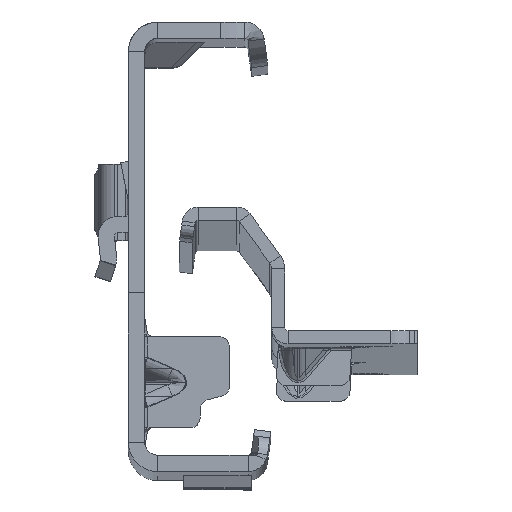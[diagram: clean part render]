
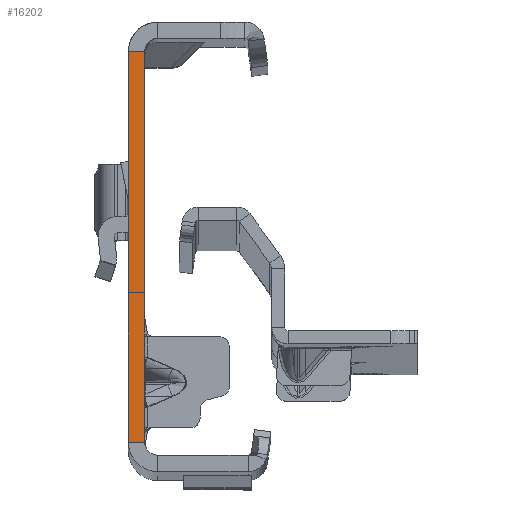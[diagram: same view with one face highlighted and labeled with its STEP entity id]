
A CAD part, top view. The second image highlights one B-rep face of the part: STEP entity #16202.
In plain terms, the highlighted planar face has unit normal (0, 0, 1).
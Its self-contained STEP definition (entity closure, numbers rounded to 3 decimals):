
#236 = EDGE_CURVE ( 'NONE', #10726, #3092, #862, .T. ) ;
#360 = ORIENTED_EDGE ( 'NONE', *, *, #13524, .T. ) ;
#482 = DIRECTION ( 'NONE',  ( 1., 0., 0. ) ) ;
#641 = DIRECTION ( 'NONE',  ( -1., 0., 0. ) ) ;
#862 = LINE ( 'NONE', #2498, #7071 ) ;
#1847 = LINE ( 'NONE', #4741, #6231 ) ;
#1982 = EDGE_CURVE ( 'NONE', #12221, #15861, #3791, .T. ) ;
#2046 = VECTOR ( 'NONE', #6599, 1000. ) ;
#2498 = CARTESIAN_POINT ( 'NONE',  ( 0., -32., 0. ) ) ;
#3092 = VERTEX_POINT ( 'NONE', #5682 ) ;
#3302 = PLANE ( 'NONE',  #5847 ) ;
#3791 = LINE ( 'NONE', #6785, #13543 ) ;
#4132 = ORIENTED_EDGE ( 'NONE', *, *, #11636, .F. ) ;
#4208 = CARTESIAN_POINT ( 'NONE',  ( -2.5, 30., 0. ) ) ;
#4741 = CARTESIAN_POINT ( 'NONE',  ( 0., 30., 0. ) ) ;
#5310 = CARTESIAN_POINT ( 'NONE',  ( 0., 30., 0. ) ) ;
#5682 = CARTESIAN_POINT ( 'NONE',  ( 0., -30., 0. ) ) ;
#5847 = AXIS2_PLACEMENT_3D ( 'NONE', #12914, #14180, #482 ) ;
#6231 = VECTOR ( 'NONE', #641, 1000. ) ;
#6599 = DIRECTION ( 'NONE',  ( -1., 0., 0. ) ) ;
#6785 = CARTESIAN_POINT ( 'NONE',  ( -2.5, -32., 0. ) ) ;
#6895 = CARTESIAN_POINT ( 'NONE',  ( -2.5, -30., 0. ) ) ;
#7071 = VECTOR ( 'NONE', #10798, 1000. ) ;
#8948 = ORIENTED_EDGE ( 'NONE', *, *, #1982, .T. ) ;
#10726 = VERTEX_POINT ( 'NONE', #5310 ) ;
#10798 = DIRECTION ( 'NONE',  ( 0., -1., 0. ) ) ;
#11636 = EDGE_CURVE ( 'NONE', #3092, #15861, #13383, .T. ) ;
#11713 = FACE_OUTER_BOUND ( 'NONE', #12955, .T. ) ;
#12221 = VERTEX_POINT ( 'NONE', #4208 ) ;
#12914 = CARTESIAN_POINT ( 'NONE',  ( -2.5, -32., 0. ) ) ;
#12955 = EDGE_LOOP ( 'NONE', ( #14151, #360, #8948, #4132 ) ) ;
#13383 = LINE ( 'NONE', #13733, #2046 ) ;
#13524 = EDGE_CURVE ( 'NONE', #10726, #12221, #1847, .T. ) ;
#13543 = VECTOR ( 'NONE', #14937, 1000. ) ;
#13733 = CARTESIAN_POINT ( 'NONE',  ( 0., -30., 0. ) ) ;
#14151 = ORIENTED_EDGE ( 'NONE', *, *, #236, .F. ) ;
#14180 = DIRECTION ( 'NONE',  ( 0., 0., 1. ) ) ;
#14937 = DIRECTION ( 'NONE',  ( 0., -1., 0. ) ) ;
#15861 = VERTEX_POINT ( 'NONE', #6895 ) ;
#16202 = ADVANCED_FACE ( 'NONE', ( #11713 ), #3302, .T. ) ;
